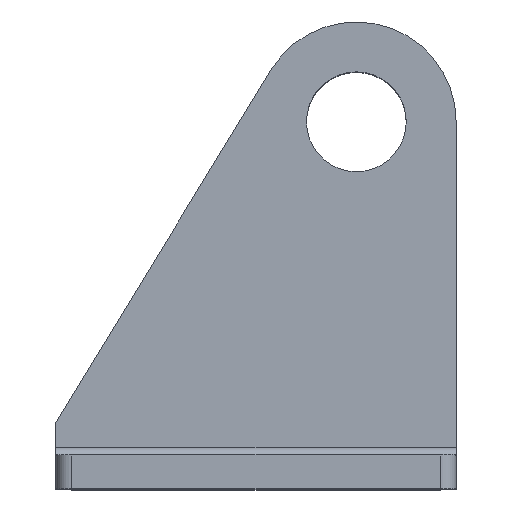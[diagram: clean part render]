
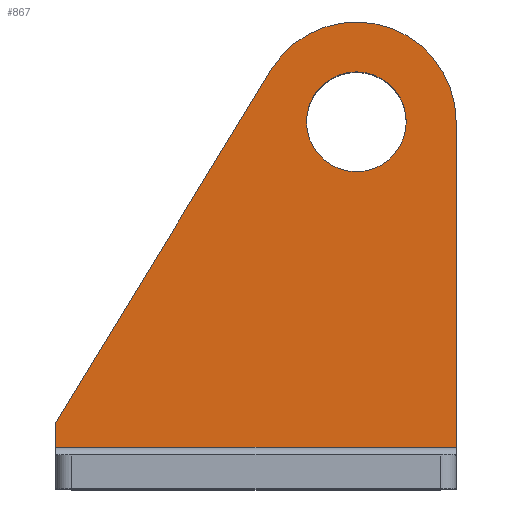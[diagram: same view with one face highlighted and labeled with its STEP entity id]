
A CAD part, top view. The second image highlights one B-rep face of the part: STEP entity #867.
In plain terms, the highlighted planar face has unit normal (0, 0, 1).
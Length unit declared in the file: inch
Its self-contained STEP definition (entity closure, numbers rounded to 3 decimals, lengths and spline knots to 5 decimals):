
#16 = CARTESIAN_POINT ( 'NONE',  ( -1.5, 0.25, 0.62598 ) ) ;
#21 = EDGE_CURVE ( 'NONE', #174, #1403, #1544, .T. ) ;
#95 = VERTEX_POINT ( 'NONE', #1379 ) ;
#111 = CARTESIAN_POINT ( 'NONE',  ( -0.37402, 1.37598, 0.62598 ) ) ;
#124 = CARTESIAN_POINT ( 'NONE',  ( 0., 0.15598, 0.62598 ) ) ;
#128 = PLANE ( 'NONE',  #335 ) ;
#150 = DIRECTION ( 'NONE',  ( 0., -1., 0. ) ) ;
#172 = CARTESIAN_POINT ( 'NONE',  ( 0., 0., 0.62598 ) ) ;
#174 = VERTEX_POINT ( 'NONE', #1264 ) ;
#198 = EDGE_LOOP ( 'NONE', ( #995, #1616, #1640, #903, #382 ) ) ;
#203 = EDGE_CURVE ( 'NONE', #1594, #95, #588, .T. ) ;
#245 = DIRECTION ( 'NONE',  ( 1., 0., 0. ) ) ;
#251 = DIRECTION ( 'NONE',  ( 1., 0., 0. ) ) ;
#302 = CARTESIAN_POINT ( 'NONE',  ( 0., 1.37598, 0.62598 ) ) ;
#323 = EDGE_CURVE ( 'NONE', #1444, #565, #1408, .T. ) ;
#335 = AXIS2_PLACEMENT_3D ( 'NONE', #889, #1019, #251 ) ;
#345 = VECTOR ( 'NONE', #411, 39.37008 ) ;
#382 = ORIENTED_EDGE ( 'NONE', *, *, #323, .T. ) ;
#401 = FACE_OUTER_BOUND ( 'NONE', #198, .T. ) ;
#411 = DIRECTION ( 'NONE',  ( -0.521, -0.853, 0. ) ) ;
#429 = CARTESIAN_POINT ( 'NONE',  ( -0.37402, 1.37598, 0.62598 ) ) ;
#462 = CARTESIAN_POINT ( 'NONE',  ( -0.6932, 1.57094, 0.62598 ) ) ;
#479 = EDGE_CURVE ( 'NONE', #1403, #174, #784, .T. ) ;
#504 = VERTEX_POINT ( 'NONE', #302 ) ;
#509 = EDGE_LOOP ( 'NONE', ( #820, #723 ) ) ;
#542 = LINE ( 'NONE', #16, #1176 ) ;
#556 = DIRECTION ( 'NONE',  ( 1., 0., 0. ) ) ;
#563 = DIRECTION ( 'NONE',  ( 0., 1., 0. ) ) ;
#565 = VERTEX_POINT ( 'NONE', #818 ) ;
#574 = DIRECTION ( 'NONE',  ( 0., 0., 1. ) ) ;
#576 = AXIS2_PLACEMENT_3D ( 'NONE', #429, #1314, #556 ) ;
#588 = LINE ( 'NONE', #124, #1218 ) ;
#601 = CIRCLE ( 'NONE', #1220, 0.37402 ) ;
#612 = CARTESIAN_POINT ( 'NONE',  ( 0., 0.15598, 0.62598 ) ) ;
#723 = ORIENTED_EDGE ( 'NONE', *, *, #21, .F. ) ;
#784 = CIRCLE ( 'NONE', #576, 0.18701 ) ;
#787 = CARTESIAN_POINT ( 'NONE',  ( -0.6932, 1.57094, 0.62598 ) ) ;
#818 = CARTESIAN_POINT ( 'NONE',  ( -1.5, 0.25, 0.62598 ) ) ;
#820 = ORIENTED_EDGE ( 'NONE', *, *, #479, .F. ) ;
#832 = CARTESIAN_POINT ( 'NONE',  ( -0.56102, 1.37598, 0.62598 ) ) ;
#833 = EDGE_CURVE ( 'NONE', #504, #1444, #601, .T. ) ;
#867 = ADVANCED_FACE ( 'NONE', ( #1079, #401 ), #128, .T. ) ;
#889 = CARTESIAN_POINT ( 'NONE',  ( -0.37402, 1.37598, 0.62598 ) ) ;
#903 = ORIENTED_EDGE ( 'NONE', *, *, #833, .T. ) ;
#995 = ORIENTED_EDGE ( 'NONE', *, *, #1013, .T. ) ;
#1010 = DIRECTION ( 'NONE',  ( 0., 0., 1. ) ) ;
#1013 = EDGE_CURVE ( 'NONE', #565, #95, #542, .T. ) ;
#1019 = DIRECTION ( 'NONE',  ( 0., 0., 1. ) ) ;
#1079 = FACE_BOUND ( 'NONE', #509, .T. ) ;
#1144 = DIRECTION ( 'NONE',  ( -1., 0., 0. ) ) ;
#1176 = VECTOR ( 'NONE', #150, 39.37008 ) ;
#1208 = VECTOR ( 'NONE', #563, 39.37008 ) ;
#1218 = VECTOR ( 'NONE', #1144, 39.37008 ) ;
#1220 = AXIS2_PLACEMENT_3D ( 'NONE', #111, #1010, #245 ) ;
#1264 = CARTESIAN_POINT ( 'NONE',  ( -0.18701, 1.37598, 0.62598 ) ) ;
#1309 = AXIS2_PLACEMENT_3D ( 'NONE', #1332, #574, #1470 ) ;
#1314 = DIRECTION ( 'NONE',  ( 0., 0., 1. ) ) ;
#1332 = CARTESIAN_POINT ( 'NONE',  ( -0.37402, 1.37598, 0.62598 ) ) ;
#1348 = EDGE_CURVE ( 'NONE', #1594, #504, #1555, .T. ) ;
#1379 = CARTESIAN_POINT ( 'NONE',  ( -1.5, 0.15598, 0.62598 ) ) ;
#1403 = VERTEX_POINT ( 'NONE', #832 ) ;
#1408 = LINE ( 'NONE', #787, #345 ) ;
#1444 = VERTEX_POINT ( 'NONE', #462 ) ;
#1470 = DIRECTION ( 'NONE',  ( 1., 0., 0. ) ) ;
#1544 = CIRCLE ( 'NONE', #1309, 0.18701 ) ;
#1555 = LINE ( 'NONE', #172, #1208 ) ;
#1594 = VERTEX_POINT ( 'NONE', #612 ) ;
#1616 = ORIENTED_EDGE ( 'NONE', *, *, #203, .F. ) ;
#1640 = ORIENTED_EDGE ( 'NONE', *, *, #1348, .T. ) ;
